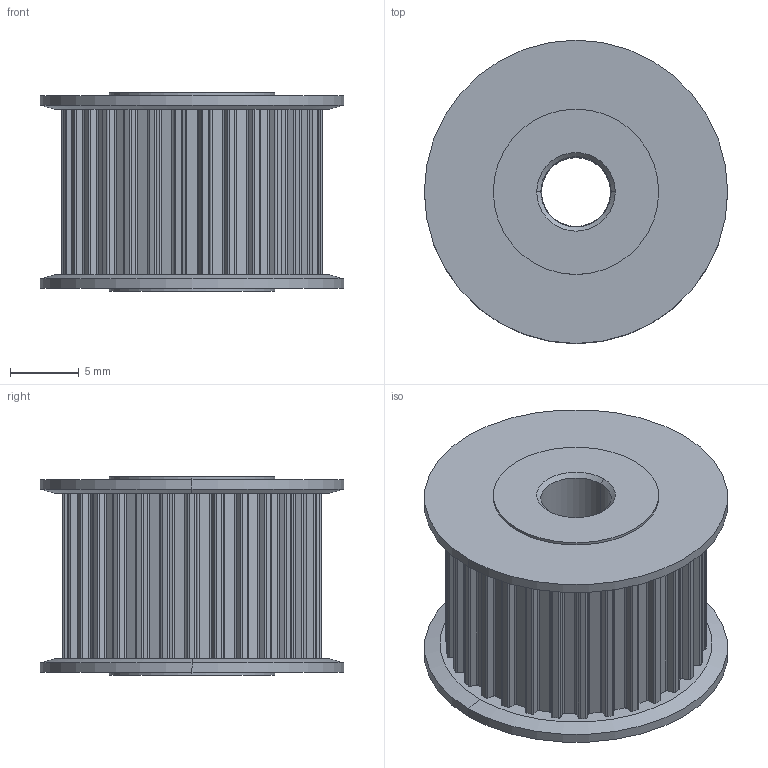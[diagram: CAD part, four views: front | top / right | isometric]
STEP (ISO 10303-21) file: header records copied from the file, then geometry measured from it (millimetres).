
FILE_DESCRIPTION (( 'STEP AP214' ), '1' );
FILE_NAME ('4333240000748.STEP', '2017-12-21T11:50:57', ( '13' ), ( '' ), 'SwSTEP 2.0', 'SolidWorks 2012', '' );
FILE_SCHEMA (( 'AUTOMOTIVE_DESIGN' ));
Length unit declared in the file: millimetre
Products named in the file (1): 4333240000748
Bounding box: 22 x 22 x 14.4 mm (x, y, z)
Volume: 3598.8 mm3; surface area: 2286 mm2
Topology: 1 solids, 1 shells, 269 faces, 777 edges, 514 vertices
Faces by surface type: cylinder 163, plane 96, cone 10
Entity records: 9007 total; most frequent: DIRECTION 1651, CARTESIAN_POINT 1561, ORIENTED_EDGE 1554, EDGE_CURVE 777, AXIS2_PLACEMENT_3D 604, VERTEX_POINT 514, LINE 443, VECTOR 443
